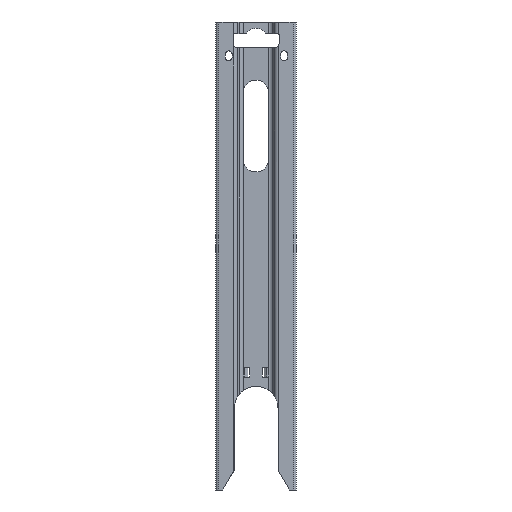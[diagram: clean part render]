
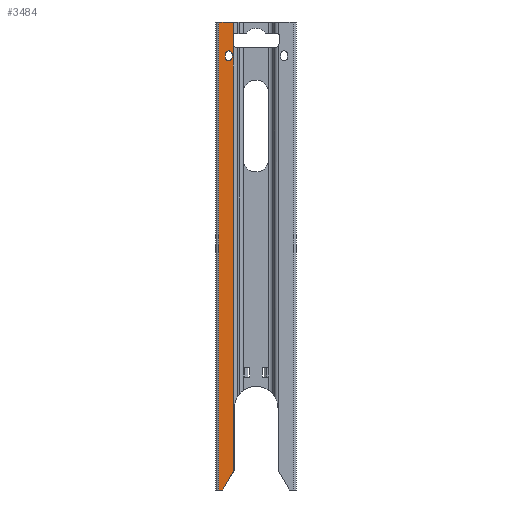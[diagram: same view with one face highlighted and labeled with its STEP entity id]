
A CAD part, front view. The second image highlights one B-rep face of the part: STEP entity #3484.
In plain terms, the highlighted planar face has unit normal (0, -1, 0).
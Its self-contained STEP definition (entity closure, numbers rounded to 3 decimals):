
#31 = EDGE_CURVE ( 'NONE', #3644, #986, #2900, .T. ) ;
#77 = VERTEX_POINT ( 'NONE', #3147 ) ;
#100 = EDGE_CURVE ( 'NONE', #986, #2617, #2113, .T. ) ;
#121 = LINE ( 'NONE', #782, #2693 ) ;
#242 = VECTOR ( 'NONE', #1715, 1000. ) ;
#245 = VERTEX_POINT ( 'NONE', #1303 ) ;
#252 = DIRECTION ( 'NONE',  ( -1., 0., 0. ) ) ;
#254 = CARTESIAN_POINT ( 'NONE',  ( 7.103, 0., 189. ) ) ;
#286 = DIRECTION ( 'NONE',  ( 0., 1., 0. ) ) ;
#288 = ORIENTED_EDGE ( 'NONE', *, *, #1875, .T. ) ;
#335 = ORIENTED_EDGE ( 'NONE', *, *, #2192, .T. ) ;
#364 = AXIS2_PLACEMENT_3D ( 'NONE', #3867, #1522, #1190 ) ;
#383 = CARTESIAN_POINT ( 'NONE',  ( 7.103, 0., 187.7 ) ) ;
#406 = LINE ( 'NONE', #3854, #2227 ) ;
#438 = DIRECTION ( 'NONE',  ( -0.507, 0., -0.862 ) ) ;
#463 = EDGE_LOOP ( 'NONE', ( #2269, #471, #1380, #2372, #335, #3198, #1608, #1663, #2515 ) ) ;
#471 = ORIENTED_EDGE ( 'NONE', *, *, #100, .F. ) ;
#521 = CARTESIAN_POINT ( 'NONE',  ( 17.45, 0., 0. ) ) ;
#533 = VERTEX_POINT ( 'NONE', #3876 ) ;
#782 = CARTESIAN_POINT ( 'NONE',  ( 1.349, 0., 0. ) ) ;
#804 = DIRECTION ( 'NONE',  ( 0., 1., 0. ) ) ;
#901 = EDGE_CURVE ( 'NONE', #3558, #3120, #3257, .T. ) ;
#970 = CIRCLE ( 'NONE', #1422, 2. ) ;
#986 = VERTEX_POINT ( 'NONE', #3417 ) ;
#1026 = DIRECTION ( 'NONE',  ( 0., -1., 0. ) ) ;
#1117 = VECTOR ( 'NONE', #3468, 1000. ) ;
#1123 = DIRECTION ( 'NONE',  ( 0., 0., 1. ) ) ;
#1128 = EDGE_CURVE ( 'NONE', #1611, #533, #1447, .T. ) ;
#1137 = CARTESIAN_POINT ( 'NONE',  ( 7.103, 0., 0. ) ) ;
#1156 = DIRECTION ( 'NONE',  ( 0., 0., -1. ) ) ;
#1169 = CARTESIAN_POINT ( 'NONE',  ( 7.474, 0., 197.3 ) ) ;
#1190 = DIRECTION ( 'NONE',  ( 0., 0., 1. ) ) ;
#1236 = AXIS2_PLACEMENT_3D ( 'NONE', #3079, #3386, #1613 ) ;
#1303 = CARTESIAN_POINT ( 'NONE',  ( 5.603, 0., 190.5 ) ) ;
#1318 = AXIS2_PLACEMENT_3D ( 'NONE', #2296, #804, #2557 ) ;
#1337 = LINE ( 'NONE', #1409, #1725 ) ;
#1380 = ORIENTED_EDGE ( 'NONE', *, *, #31, .F. ) ;
#1394 = DIRECTION ( 'NONE',  ( 0., 0., -1. ) ) ;
#1405 = EDGE_CURVE ( 'NONE', #2606, #3644, #2520, .T. ) ;
#1409 = CARTESIAN_POINT ( 'NONE',  ( 4.103, 0., 0. ) ) ;
#1422 = AXIS2_PLACEMENT_3D ( 'NONE', #2678, #286, #2388 ) ;
#1447 = LINE ( 'NONE', #1869, #3643 ) ;
#1464 = DIRECTION ( 'NONE',  ( 0., 0., 1. ) ) ;
#1522 = DIRECTION ( 'NONE',  ( 0., 1., 0. ) ) ;
#1525 = FACE_BOUND ( 'NONE', #3669, .T. ) ;
#1545 = AXIS2_PLACEMENT_3D ( 'NONE', #2540, #2832, #3129 ) ;
#1608 = ORIENTED_EDGE ( 'NONE', *, *, #2256, .T. ) ;
#1611 = VERTEX_POINT ( 'NONE', #2055 ) ;
#1613 = DIRECTION ( 'NONE',  ( 0., 0., 1. ) ) ;
#1647 = CARTESIAN_POINT ( 'NONE',  ( 7.474, 0., 193.8 ) ) ;
#1663 = ORIENTED_EDGE ( 'NONE', *, *, #1128, .T. ) ;
#1675 = AXIS2_PLACEMENT_3D ( 'NONE', #3816, #1026, #3500 ) ;
#1677 = LINE ( 'NONE', #1137, #3055 ) ;
#1681 = VERTEX_POINT ( 'NONE', #383 ) ;
#1715 = DIRECTION ( 'NONE',  ( -1., 0., 0. ) ) ;
#1725 = VECTOR ( 'NONE', #1123, 1000. ) ;
#1869 = CARTESIAN_POINT ( 'NONE',  ( 7.623, 0., 0. ) ) ;
#1875 = EDGE_CURVE ( 'NONE', #245, #3646, #3010, .T. ) ;
#1916 = FACE_OUTER_BOUND ( 'NONE', #463, .T. ) ;
#1999 = EDGE_CURVE ( 'NONE', #77, #245, #3439, .T. ) ;
#2012 = ORIENTED_EDGE ( 'NONE', *, *, #3469, .T. ) ;
#2051 = CARTESIAN_POINT ( 'NONE',  ( 7.474, 0., 0. ) ) ;
#2055 = CARTESIAN_POINT ( 'NONE',  ( 7.623, 0., 197.656 ) ) ;
#2092 = EDGE_CURVE ( 'NONE', #3646, #1681, #1677, .T. ) ;
#2113 = LINE ( 'NONE', #521, #242 ) ;
#2192 = EDGE_CURVE ( 'NONE', #2606, #3558, #970, .T. ) ;
#2227 = VECTOR ( 'NONE', #252, 1000. ) ;
#2256 = EDGE_CURVE ( 'NONE', #3120, #1611, #3628, .T. ) ;
#2269 = ORIENTED_EDGE ( 'NONE', *, *, #3059, .T. ) ;
#2296 = CARTESIAN_POINT ( 'NONE',  ( 5.603, 0., 189. ) ) ;
#2372 = ORIENTED_EDGE ( 'NONE', *, *, #1405, .F. ) ;
#2388 = DIRECTION ( 'NONE',  ( 0., 0., 1. ) ) ;
#2488 = VECTOR ( 'NONE', #438, 1000. ) ;
#2515 = ORIENTED_EDGE ( 'NONE', *, *, #2671, .T. ) ;
#2520 = LINE ( 'NONE', #3811, #1117 ) ;
#2540 = CARTESIAN_POINT ( 'NONE',  ( 5.603, 0., 187.7 ) ) ;
#2553 = CARTESIAN_POINT ( 'NONE',  ( 7.623, 0., 193.042 ) ) ;
#2557 = DIRECTION ( 'NONE',  ( 0., 0., 1. ) ) ;
#2604 = CARTESIAN_POINT ( 'NONE',  ( 1.349, 0., 0. ) ) ;
#2606 = VERTEX_POINT ( 'NONE', #2553 ) ;
#2617 = VERTEX_POINT ( 'NONE', #2604 ) ;
#2671 = EDGE_CURVE ( 'NONE', #533, #3118, #406, .T. ) ;
#2678 = CARTESIAN_POINT ( 'NONE',  ( 9.474, 0., 193.8 ) ) ;
#2693 = VECTOR ( 'NONE', #1394, 1000. ) ;
#2749 = ORIENTED_EDGE ( 'NONE', *, *, #1999, .T. ) ;
#2832 = DIRECTION ( 'NONE',  ( 0., 1., 0. ) ) ;
#2843 = VERTEX_POINT ( 'NONE', #3900 ) ;
#2847 = ORIENTED_EDGE ( 'NONE', *, *, #2092, .T. ) ;
#2900 = LINE ( 'NONE', #3097, #2488 ) ;
#2949 = CARTESIAN_POINT ( 'NONE',  ( 1.349, 0., 203. ) ) ;
#2987 = EDGE_CURVE ( 'NONE', #2843, #77, #1337, .T. ) ;
#3010 = CIRCLE ( 'NONE', #1236, 1.5 ) ;
#3055 = VECTOR ( 'NONE', #1156, 1000. ) ;
#3058 = DIRECTION ( 'NONE',  ( 0., 0., 1. ) ) ;
#3059 = EDGE_CURVE ( 'NONE', #3118, #2617, #121, .T. ) ;
#3079 = CARTESIAN_POINT ( 'NONE',  ( 5.603, 0., 189. ) ) ;
#3097 = CARTESIAN_POINT ( 'NONE',  ( 5.5, 0., 4.25 ) ) ;
#3118 = VERTEX_POINT ( 'NONE', #2949 ) ;
#3120 = VERTEX_POINT ( 'NONE', #1169 ) ;
#3129 = DIRECTION ( 'NONE',  ( 0., 0., 1. ) ) ;
#3147 = CARTESIAN_POINT ( 'NONE',  ( 4.103, 0., 189. ) ) ;
#3198 = ORIENTED_EDGE ( 'NONE', *, *, #901, .T. ) ;
#3257 = LINE ( 'NONE', #2051, #3303 ) ;
#3264 = CARTESIAN_POINT ( 'NONE',  ( 7.623, 0., 7.858 ) ) ;
#3303 = VECTOR ( 'NONE', #1464, 1000. ) ;
#3386 = DIRECTION ( 'NONE',  ( 0., 1., 0. ) ) ;
#3417 = CARTESIAN_POINT ( 'NONE',  ( 3., 0., 0. ) ) ;
#3429 = ORIENTED_EDGE ( 'NONE', *, *, #2987, .T. ) ;
#3432 = PLANE ( 'NONE',  #1675 ) ;
#3439 = CIRCLE ( 'NONE', #1318, 1.5 ) ;
#3468 = DIRECTION ( 'NONE',  ( 0., 0., -1. ) ) ;
#3469 = EDGE_CURVE ( 'NONE', #1681, #2843, #3731, .T. ) ;
#3484 = ADVANCED_FACE ( 'NONE', ( #1525, #1916 ), #3432, .T. ) ;
#3500 = DIRECTION ( 'NONE',  ( 0., 0., -1. ) ) ;
#3558 = VERTEX_POINT ( 'NONE', #1647 ) ;
#3628 = CIRCLE ( 'NONE', #364, 0.5 ) ;
#3643 = VECTOR ( 'NONE', #3058, 1000. ) ;
#3644 = VERTEX_POINT ( 'NONE', #3264 ) ;
#3646 = VERTEX_POINT ( 'NONE', #254 ) ;
#3669 = EDGE_LOOP ( 'NONE', ( #2847, #2012, #3429, #2749, #288 ) ) ;
#3731 = CIRCLE ( 'NONE', #1545, 1.5 ) ;
#3811 = CARTESIAN_POINT ( 'NONE',  ( 7.623, 0., 0. ) ) ;
#3816 = CARTESIAN_POINT ( 'NONE',  ( 8.749, 0., 0. ) ) ;
#3854 = CARTESIAN_POINT ( 'NONE',  ( 8.749, 0., 203. ) ) ;
#3867 = CARTESIAN_POINT ( 'NONE',  ( 7.974, 0., 197.3 ) ) ;
#3876 = CARTESIAN_POINT ( 'NONE',  ( 7.623, 0., 203. ) ) ;
#3900 = CARTESIAN_POINT ( 'NONE',  ( 4.103, 0., 187.7 ) ) ;
